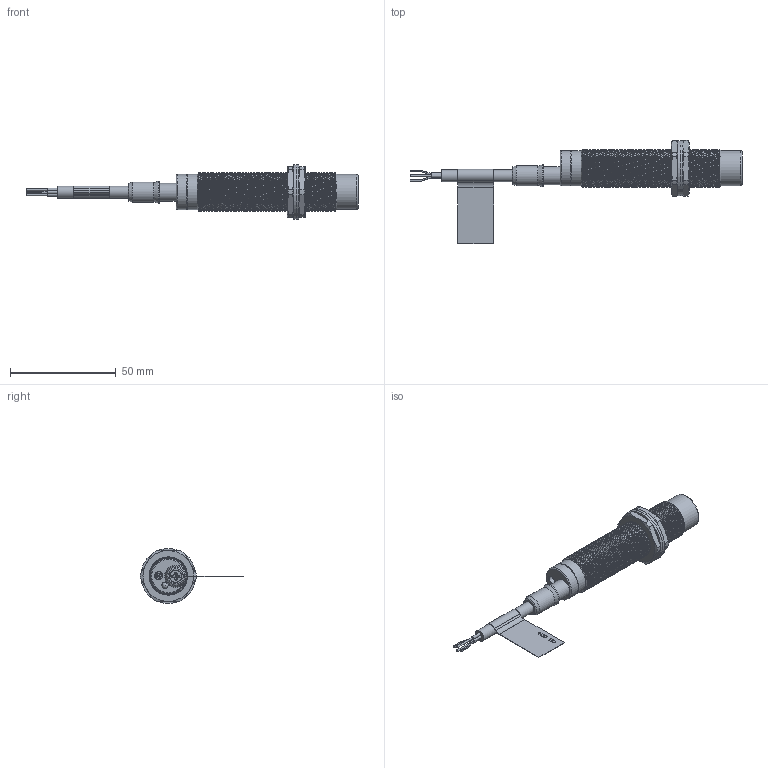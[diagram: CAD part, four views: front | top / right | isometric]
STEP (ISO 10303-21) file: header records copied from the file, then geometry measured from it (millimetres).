
FILE_DESCRIPTION(/* description */ ('Unknown'),/* implementation_level */ '2;1');
FILE_NAME(/* name */ '_VBI_M18-86S',/* time_stamp */ '2022-04-25T11:47:27+05:00',/* author */ ('Unknown'),/* organization */ ('Unknown'),/* preprocessor_version */ 'ST-DEVELOPER v16.7',/* originating_system */ 'Solid Edge',/* authorisation */ 'Unknown');
FILE_SCHEMA (('AUTOMOTIVE_DESIGN {1 0 10303 214 3 1 1}'));
Length unit declared in the file: millimetre
Products named in the file (17): ﾂﾁﾈ-ﾌ18-76(86)ﾑ-2ﾕﾕﾕ..; À0.199 Êîðïóñ; Â0.098 Óïëîòíåíèå íà øòóöåð ; Á0.142 Êðûøêà (òèï Ñ); 11.429.000-01 ﾂﾁﾈ-ﾌ18-56ﾂ-ﾕ113-ﾑ; Ä1.009 Äåðæàòåëü (Ì18-öàíãà-2); 11.684.000 ﾂﾁﾈ-ﾌ18-46ﾕ-ﾕ1113-ﾑ.51; 11.386.101 êàòóøêà èíäóêòèâíîñòè; À4.014 Êàðêàñ êàòóøêè; ×àøêà ×14; Ã1.003 Êîëïà÷îê; Ý6.025-03 Êàáåëü; L-34ID êðàñíûé íîæêè 6 ìì; Êîëüöî 13,0õ1,0 (013-015-10); Ýòèêåòêà 70õ17 äëÿ ÂÁÈ-Ì12 íà êàáåëü; Ê1.004 Ãàéêà Ì18õ1; Washer_DIN_6797_J_17_v16.00
Assembly tree (18 placements, depth 4):
  ﾂﾁﾈ-ﾌ18-76(86)ﾑ-2ﾕﾕﾕ..
    À0.199 Êîðïóñ
    Â0.098 Óïëîòíåíèå íà øòóöåð 
    Á0.142 Êðûøêà (òèï Ñ)
    11.429.000-01 ﾂﾁﾈ-ﾌ18-56ﾂ-ﾕ113-ﾑ
      Ä1.009 Äåðæàòåëü (Ì18-öàíãà-2)
      11.684.000 ﾂﾁﾈ-ﾌ18-46ﾕ-ﾕ1113-ﾑ.51
      11.386.101 êàòóøêà èíäóêòèâíîñòè
        À4.014 Êàðêàñ êàòóøêè
        ×àøêà ×14
      Ã1.003 Êîëïà÷îê
    Ý6.025-03 Êàáåëü
    L-34ID êðàñíûé íîæêè 6 ìì
    Êîëüöî 13,0õ1,0 (013-015-10)
    Ýòèêåòêà 70õ17 äëÿ ÂÁÈ-Ì12 íà êàáåëü
    Ê1.004 Ãàéêà Ì18õ1  x2
    Washer_DIN_6797_J_17_v16.00  x2
Bounding box: 157 x 48.79 x 26 mm (x, y, z)
Volume: 10934.6 mm3; surface area: 24294.2 mm2
Topology: 18 solids, 18 shells, 526 faces, 1274 edges, 826 vertices
Faces by surface type: plane 274, cylinder 169, cone 53, bspline 18, torus 11, sphere 1
Full cylindrical faces by diameter (mm): 0.5 x1, 0.9 x2, 1 x2, 1.5 x1, 2.4 x1, 3 x3, 3.55 x1, 5.6 x1, 5.8 x1, 6 x1, 6.1 x1, 7 x1, 7.1 x1, 7.4 x2, 7.8 x2, 8 x3, 8.4 x4, 9.6 x1, 10.5 x1, 11.6 x1, 13 x1, 13.6 x1, 14.5 x1, 15.1 x3, 15.2 x1, 15.3 x1, 15.38 x1, 15.5 x1, 15.6 x1, 16.6 x1
Entity records: 31221 total; most frequent: CARTESIAN_POINT 20232, DIRECTION 2090, ORIENTED_EDGE 1918, EDGE_CURVE 959, AXIS2_PLACEMENT_3D 764, VERTEX_POINT 670, FACE_BOUND 593, EDGE_LOOP 592
